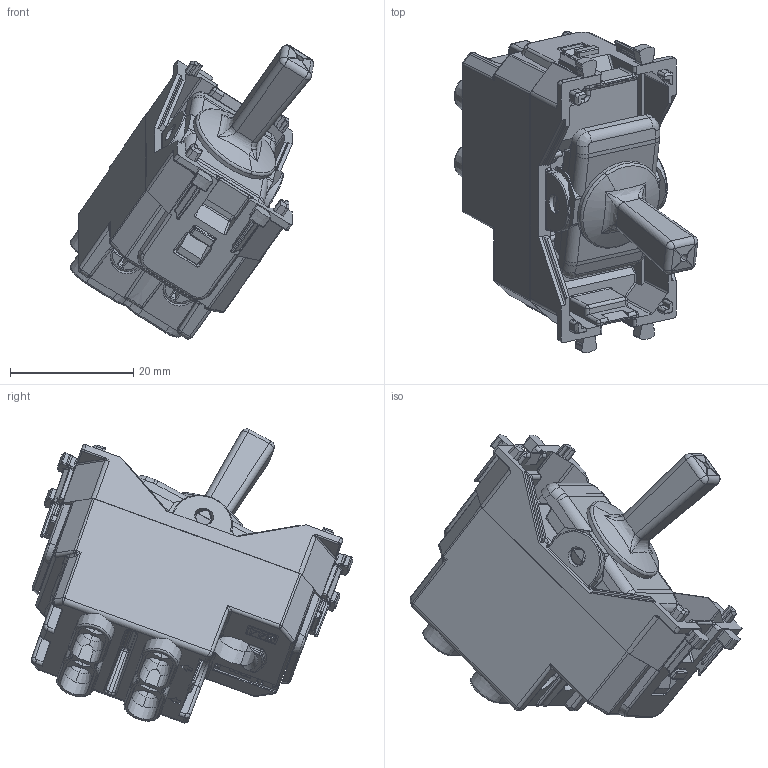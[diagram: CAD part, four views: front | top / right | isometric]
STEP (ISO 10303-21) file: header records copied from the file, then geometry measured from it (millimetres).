
FILE_DESCRIPTION(('CATIA V5 STEP Exchange'),'2;1');
FILE_NAME('444004GTK.stp','2024-06-11T09:07:34+00:00',('none'),('none'),'CATIA Version 5-6 Release 2016 SP6','CATIA V5 STEP AP203','none');
FILE_SCHEMA(('CONFIG_CONTROL_DESIGN'));
Products named in the file (1): STEP
Assembly tree (18 placements, depth 2):
  STEP
    #57
    #40546  x4
    #42459  x2
    #43325
    #90833
    #100293
    #103013
    #106175
    #109079
    #115979
    #124231  x2
    #125918  x2
Bounding box: 39.5 x 52.17 x 47.73 mm (x, y, z)
Volume: 13730.2 mm3; surface area: 23013.8 mm2
Topology: 22 solids, 22 shells, 3601 faces, 9689 edges, 5998 vertices
Faces by surface type: plane 1746, cylinder 1057, bspline 310, cone 238, sphere 111, torus 109, extrusion 18, revolution 12
Entity records: 126922 total; most frequent: CARTESIAN_POINT 54426, ORIENTED_EDGE 17524, DIRECTION 10619, EDGE_CURVE 8762, VERTEX_POINT 5492, VECTOR 4463, LINE 4445, AXIS2_PLACEMENT_3D 3667
